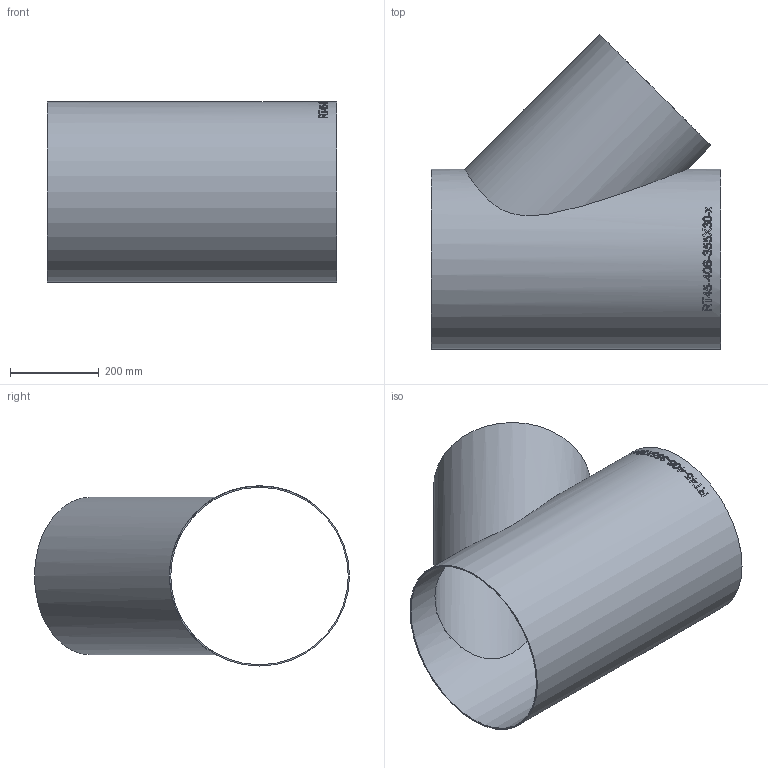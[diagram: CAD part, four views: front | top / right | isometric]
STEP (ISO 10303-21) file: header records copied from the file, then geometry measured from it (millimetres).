
FILE_DESCRIPTION (( 'STEP AP214' ), '1' );
FILE_NAME ('RT45-406-355X30-x T-Stück 45°reduziert Ø406,4 L653 1911.STEP', '2019-11-20T14:56:18', ( '' ), ( '' ), 'SwSTEP 2.0', 'SolidWorks 2016', '' );
FILE_SCHEMA (( 'AUTOMOTIVE_DESIGN' ));
Length unit declared in the file: millimetre
Products named in the file (1): RT45-406-355X30-x T-Stück 45°reduziert Ø406,4 L653  1911
Bounding box: 653 x 710.88 x 406.4 mm (x, y, z)
Volume: 3057036.8 mm3; surface area: 2063030.7 mm2
Topology: 1 solids, 1 shells, 246 faces, 664 edges, 443 vertices
Faces by surface type: bspline 146, plane 73, cylinder 27
Full cylindrical faces by diameter (mm): 349.6 x1, 355.6 x1, 400.4 x1, 406.4 x1
Entity records: 43570 total; most frequent: CARTESIAN_POINT 36068, ORIENTED_EDGE 1312, EDGE_CURVE 656, DIRECTION 490, B_SPLINE_CURVE_WITH_KNOTS 458, VERTEX_POINT 440, EDGE_LOOP 278, FACE_OUTER_BOUND 250
